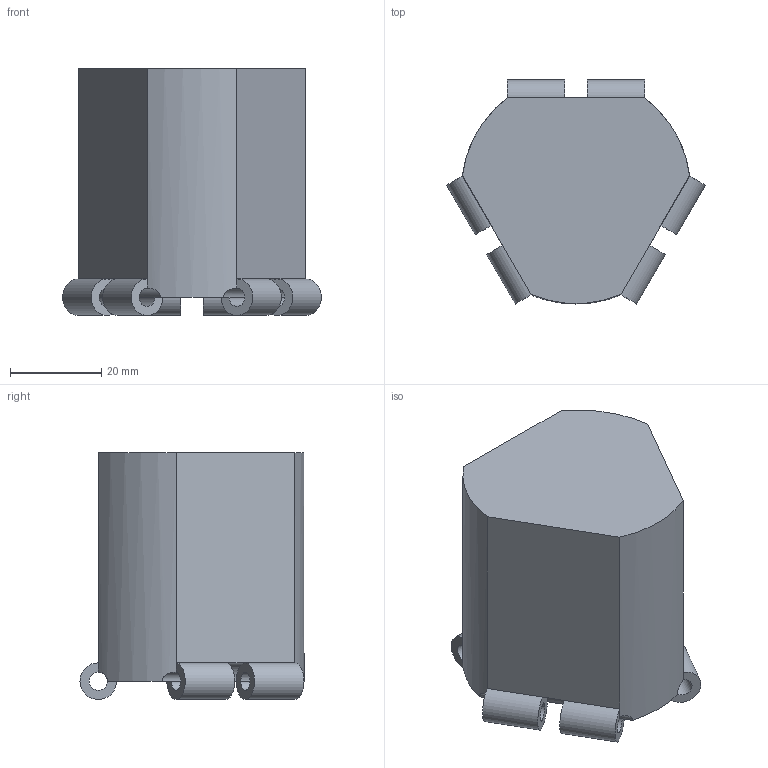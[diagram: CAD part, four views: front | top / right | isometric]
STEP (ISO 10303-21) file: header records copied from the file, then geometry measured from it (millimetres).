
FILE_DESCRIPTION (( 'STEP AP214' ), '1' );
FILE_NAME ('Pieza3.STEP', '2019-04-01T22:40:43', ( 'MariaConsuegra' ), ( '' ), 'SwSTEP 2.0', 'SolidWorks 2015', '' );
FILE_SCHEMA (( 'AUTOMOTIVE_DESIGN' ));
Length unit declared in the file: millimetre
Products named in the file (1): Pieza3
Bounding box: 56.57 x 49 x 54 mm (x, y, z)
Volume: 84523.2 mm3; surface area: 12952.7 mm2
Topology: 1 solids, 1 shells, 41 faces, 111 edges, 66 vertices
Faces by surface type: cylinder 24, plane 17
Entity records: 1405 total; most frequent: CARTESIAN_POINT 297, DIRECTION 237, ORIENTED_EDGE 222, EDGE_CURVE 111, AXIS2_PLACEMENT_3D 90, VERTEX_POINT 66, LINE 57, VECTOR 57
